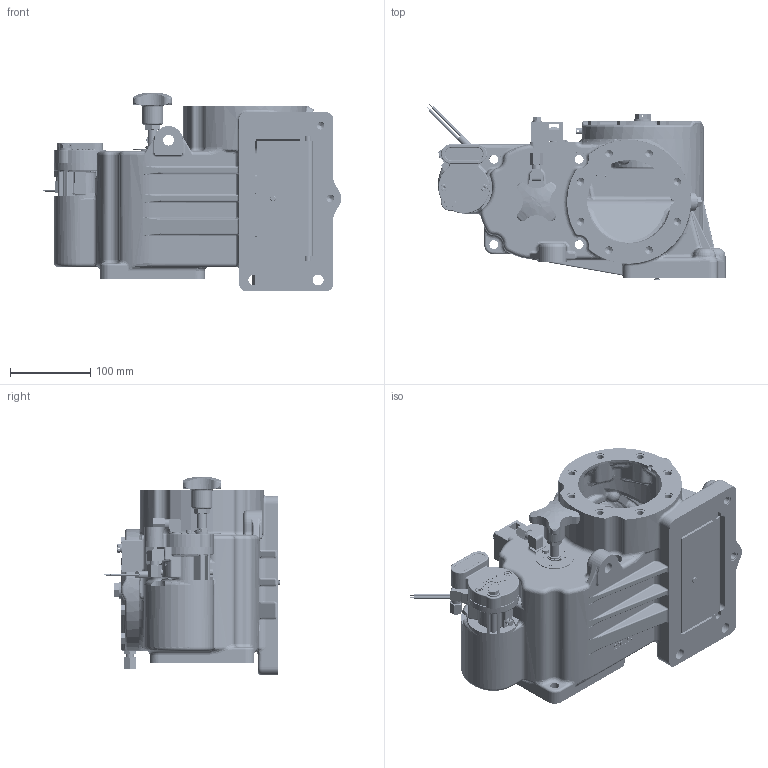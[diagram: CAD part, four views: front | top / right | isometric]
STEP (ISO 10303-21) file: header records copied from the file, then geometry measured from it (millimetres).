
FILE_DESCRIPTION (( 'STEP AP214' ), '1' );
FILE_NAME ('GVLB80PE-D_251199.STEP', '2014-09-10T13:15:46', ( 'Admin2' ), ( '' ), 'SwSTEP 2.0', 'SolidWorks 2010', '' );
FILE_SCHEMA (( 'AUTOMOTIVE_DESIGN' ));
Length unit declared in the file: millimetre
Products named in the file (1): GVLB80PE-D_251199
Bounding box: 371.73 x 218.83 x 247 mm (x, y, z)
Volume: 4191413.4 mm3; surface area: 848905.9 mm2
Topology: 69 solids, 69 shells, 5073 faces, 12612 edges, 7645 vertices
Faces by surface type: plane 1621, cylinder 1249, bspline 1134, cone 563, torus 449, sphere 57
Entity records: 267652 total; most frequent: CARTESIAN_POINT 99255, ORIENTED_EDGE 24658, DIRECTION 21152, EDGE_CURVE 12329, AXIS2_PLACEMENT_3D 7998, VERTEX_POINT 7630, EDGE_LOOP 5515, VECTOR 5156
